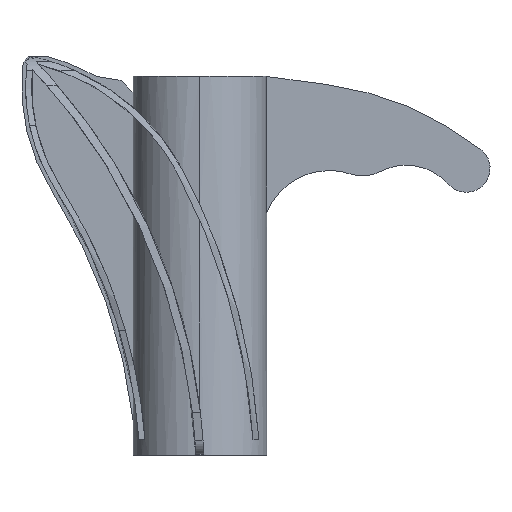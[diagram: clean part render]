
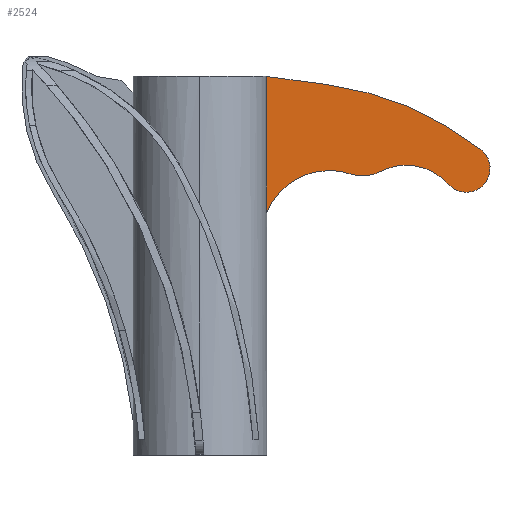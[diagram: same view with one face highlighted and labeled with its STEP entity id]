
A CAD part, left-side view. The second image highlights one B-rep face of the part: STEP entity #2524.
In plain terms, the highlighted planar face has unit normal (-1, 0, 0).
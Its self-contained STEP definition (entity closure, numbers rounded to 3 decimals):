
#46 = ORIENTED_EDGE ( 'NONE', *, *, #3340, .F. ) ;
#131 = ORIENTED_EDGE ( 'NONE', *, *, #3701, .F. ) ;
#140 = VECTOR ( 'NONE', #3143, 1000. ) ;
#189 = DIRECTION ( 'NONE',  ( 1., 0., 0. ) ) ;
#229 = DIRECTION ( 'NONE',  ( 0., 0., 1. ) ) ;
#238 = EDGE_CURVE ( 'NONE', #3307, #3211, #497, .T. ) ;
#267 = AXIS2_PLACEMENT_3D ( 'NONE', #2280, #3674, #1474 ) ;
#362 = VERTEX_POINT ( 'NONE', #1935 ) ;
#390 = AXIS2_PLACEMENT_3D ( 'NONE', #1879, #2800, #1016 ) ;
#408 = ORIENTED_EDGE ( 'NONE', *, *, #238, .F. ) ;
#497 = LINE ( 'NONE', #1899, #1093 ) ;
#506 = EDGE_CURVE ( 'NONE', #702, #3392, #1499, .T. ) ;
#581 = EDGE_CURVE ( 'NONE', #3728, #1017, #3318, .T. ) ;
#646 = AXIS2_PLACEMENT_3D ( 'NONE', #3776, #1992, #229 ) ;
#702 = VERTEX_POINT ( 'NONE', #2684 ) ;
#781 = CIRCLE ( 'NONE', #1801, 80. ) ;
#794 = EDGE_CURVE ( 'NONE', #362, #2695, #1854, .T. ) ;
#819 = CARTESIAN_POINT ( 'NONE',  ( -1., -51.75, -22.25 ) ) ;
#935 = DIRECTION ( 'NONE',  ( 0., 0., 1. ) ) ;
#960 = CARTESIAN_POINT ( 'NONE',  ( -1., -16.75, 0. ) ) ;
#996 = EDGE_LOOP ( 'NONE', ( #408, #2099, #3743, #46, #2427, #131, #3440, #1277, #1847, #1710, #1928 ) ) ;
#1016 = DIRECTION ( 'NONE',  ( 0., 0., -1. ) ) ;
#1017 = VERTEX_POINT ( 'NONE', #3029 ) ;
#1093 = VECTOR ( 'NONE', #935, 1000. ) ;
#1160 = CIRCLE ( 'NONE', #3295, 14. ) ;
#1194 = CARTESIAN_POINT ( 'NONE',  ( -1., -51.75, -36.25 ) ) ;
#1221 = VERTEX_POINT ( 'NONE', #960 ) ;
#1277 = ORIENTED_EDGE ( 'NONE', *, *, #794, .F. ) ;
#1344 = EDGE_CURVE ( 'NONE', #3211, #1221, #1704, .T. ) ;
#1418 = CIRCLE ( 'NONE', #1938, 14. ) ;
#1474 = DIRECTION ( 'NONE',  ( 0., 0., 1. ) ) ;
#1482 = DIRECTION ( 'NONE',  ( 0., 0., 1. ) ) ;
#1499 = CIRCLE ( 'NONE', #2936, 10. ) ;
#1548 = FACE_OUTER_BOUND ( 'NONE', #996, .T. ) ;
#1554 = EDGE_CURVE ( 'NONE', #2695, #2879, #1160, .T. ) ;
#1588 = DIRECTION ( 'NONE',  ( -1., 0., 0. ) ) ;
#1599 = LINE ( 'NONE', #2201, #3104 ) ;
#1643 = CARTESIAN_POINT ( 'NONE',  ( -1., -21.147, -81.3 ) ) ;
#1645 = CARTESIAN_POINT ( 'NONE',  ( -1., -16.72, -34. ) ) ;
#1704 = LINE ( 'NONE', #3735, #140 ) ;
#1710 = ORIENTED_EDGE ( 'NONE', *, *, #2930, .F. ) ;
#1719 = CARTESIAN_POINT ( 'NONE',  ( -1., -16.75, 0. ) ) ;
#1752 = EDGE_CURVE ( 'NONE', #3279, #362, #781, .T. ) ;
#1801 = AXIS2_PLACEMENT_3D ( 'NONE', #1643, #3727, #1946 ) ;
#1847 = ORIENTED_EDGE ( 'NONE', *, *, #1752, .F. ) ;
#1854 = CIRCLE ( 'NONE', #3634, 6. ) ;
#1879 = CARTESIAN_POINT ( 'NONE',  ( -1., -21.147, -81.3 ) ) ;
#1899 = CARTESIAN_POINT ( 'NONE',  ( -1., -16.72, -95. ) ) ;
#1928 = ORIENTED_EDGE ( 'NONE', *, *, #1344, .F. ) ;
#1935 = CARTESIAN_POINT ( 'NONE',  ( -1., -70.448, -18.296 ) ) ;
#1938 = AXIS2_PLACEMENT_3D ( 'NONE', #3387, #1588, #3667 ) ;
#1945 = CARTESIAN_POINT ( 'NONE',  ( -1., -66.75, -23.022 ) ) ;
#1946 = DIRECTION ( 'NONE',  ( 0., 0., -1. ) ) ;
#1948 = CARTESIAN_POINT ( 'NONE',  ( -1., -31.75, -2.006 ) ) ;
#1992 = DIRECTION ( 'NONE',  ( -1., 0., 0. ) ) ;
#2063 = EDGE_CURVE ( 'NONE', #1017, #3307, #1599, .T. ) ;
#2099 = ORIENTED_EDGE ( 'NONE', *, *, #2063, .F. ) ;
#2201 = CARTESIAN_POINT ( 'NONE',  ( -1., -16.75, -34. ) ) ;
#2246 = DIRECTION ( 'NONE',  ( 0., 0., -1. ) ) ;
#2280 = CARTESIAN_POINT ( 'NONE',  ( -1., -32.416, -40.601 ) ) ;
#2427 = ORIENTED_EDGE ( 'NONE', *, *, #506, .F. ) ;
#2467 = DIRECTION ( 'NONE',  ( 1., 0., 0. ) ) ;
#2499 = CARTESIAN_POINT ( 'NONE',  ( -1., -40.75, -14.92 ) ) ;
#2504 = CARTESIAN_POINT ( 'NONE',  ( -1., -62.25, -26.99 ) ) ;
#2507 = DIRECTION ( 'NONE',  ( 0., 1., 0. ) ) ;
#2524 = ADVANCED_FACE ( 'NONE', ( #1548 ), #3078, .F. ) ;
#2684 = CARTESIAN_POINT ( 'NONE',  ( -1., -45.333, -23.808 ) ) ;
#2695 = VERTEX_POINT ( 'NONE', #2504 ) ;
#2787 = DIRECTION ( 'NONE',  ( 0., 0., -1. ) ) ;
#2800 = DIRECTION ( 'NONE',  ( 1., 0., 0. ) ) ;
#2879 = VERTEX_POINT ( 'NONE', #819 ) ;
#2913 = CARTESIAN_POINT ( 'NONE',  ( -1., -37.663, -24.431 ) ) ;
#2921 = LINE ( 'NONE', #1719, #3798 ) ;
#2930 = EDGE_CURVE ( 'NONE', #1221, #3279, #2921, .T. ) ;
#2936 = AXIS2_PLACEMENT_3D ( 'NONE', #2499, #2467, #2787 ) ;
#3029 = CARTESIAN_POINT ( 'NONE',  ( -1., -16.75, -34. ) ) ;
#3078 = PLANE ( 'NONE',  #390 ) ;
#3104 = VECTOR ( 'NONE', #2507, 1000. ) ;
#3143 = DIRECTION ( 'NONE',  ( 0., -1., 0. ) ) ;
#3211 = VERTEX_POINT ( 'NONE', #3415 ) ;
#3266 = DIRECTION ( 'NONE',  ( -1., 0., 0. ) ) ;
#3279 = VERTEX_POINT ( 'NONE', #1948 ) ;
#3295 = AXIS2_PLACEMENT_3D ( 'NONE', #1194, #3266, #1482 ) ;
#3307 = VERTEX_POINT ( 'NONE', #1645 ) ;
#3318 = CIRCLE ( 'NONE', #267, 17. ) ;
#3340 = EDGE_CURVE ( 'NONE', #3392, #3728, #3644, .T. ) ;
#3387 = CARTESIAN_POINT ( 'NONE',  ( -1., -51.75, -36.25 ) ) ;
#3392 = VERTEX_POINT ( 'NONE', #2913 ) ;
#3415 = CARTESIAN_POINT ( 'NONE',  ( -1., -16.72, 0. ) ) ;
#3440 = ORIENTED_EDGE ( 'NONE', *, *, #1554, .F. ) ;
#3518 = DIRECTION ( 'NONE',  ( 0., -0.991, -0.133 ) ) ;
#3634 = AXIS2_PLACEMENT_3D ( 'NONE', #1945, #189, #2246 ) ;
#3644 = CIRCLE ( 'NONE', #646, 17. ) ;
#3647 = CARTESIAN_POINT ( 'NONE',  ( -1., -32.416, -23.601 ) ) ;
#3667 = DIRECTION ( 'NONE',  ( 0., 0., 1. ) ) ;
#3674 = DIRECTION ( 'NONE',  ( -1., 0., 0. ) ) ;
#3701 = EDGE_CURVE ( 'NONE', #2879, #702, #1418, .T. ) ;
#3727 = DIRECTION ( 'NONE',  ( 1., 0., 0. ) ) ;
#3728 = VERTEX_POINT ( 'NONE', #3647 ) ;
#3735 = CARTESIAN_POINT ( 'NONE',  ( -1., -11.75, 0. ) ) ;
#3743 = ORIENTED_EDGE ( 'NONE', *, *, #581, .F. ) ;
#3776 = CARTESIAN_POINT ( 'NONE',  ( -1., -32.416, -40.601 ) ) ;
#3798 = VECTOR ( 'NONE', #3518, 1000. ) ;
